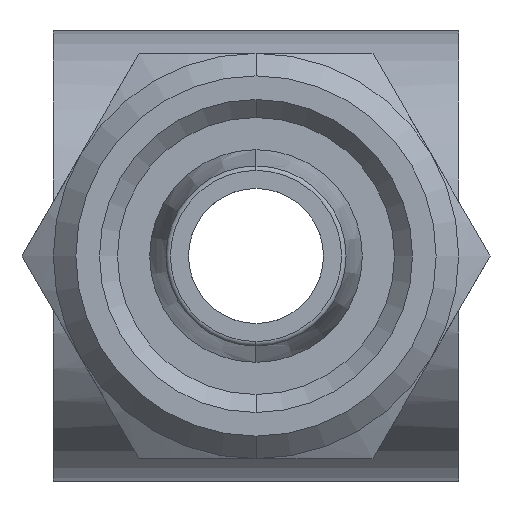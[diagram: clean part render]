
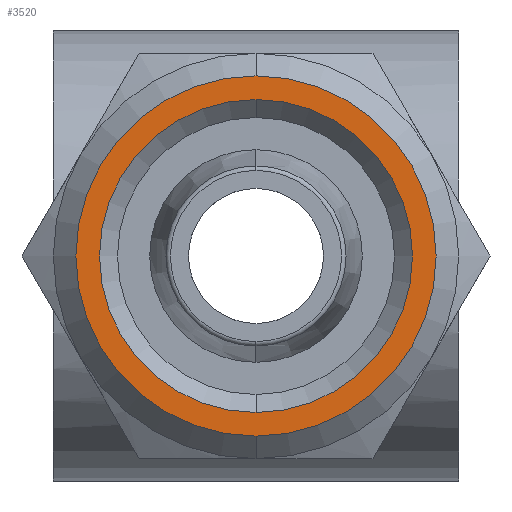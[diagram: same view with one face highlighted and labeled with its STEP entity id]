
A CAD part, left-side view. The second image highlights one B-rep face of the part: STEP entity #3520.
In plain terms, the highlighted planar face has unit normal (-1, 0, 0).
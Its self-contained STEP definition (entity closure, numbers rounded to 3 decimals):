
#15 = AXIS2_PLACEMENT_3D ( 'NONE', #2717, #2718, #2719 ) ;
#23 = CIRCLE ( 'NONE', #15, 4. ) ;
#374 = VERTEX_POINT ( 'NONE', #2511 ) ;
#376 = VERTEX_POINT ( 'NONE', #2505 ) ;
#412 = ORIENTED_EDGE ( 'NONE', *, *, #3610, .T. ) ;
#413 = ORIENTED_EDGE ( 'NONE', *, *, #1044, .T. ) ;
#414 = ORIENTED_EDGE ( 'NONE', *, *, #1053, .F. ) ;
#415 = ORIENTED_EDGE ( 'NONE', *, *, #3613, .F. ) ;
#699 = FACE_BOUND ( 'NONE', #945, .T. ) ;
#700 = FACE_OUTER_BOUND ( 'NONE', #953, .T. ) ;
#945 = EDGE_LOOP ( 'NONE', ( #412, #413 ) ) ;
#953 = EDGE_LOOP ( 'NONE', ( #415, #414 ) ) ;
#1044 = EDGE_CURVE ( 'NONE', #2448, #374, #1541, .T. ) ;
#1053 = EDGE_CURVE ( 'NONE', #376, #1616, #23, .T. ) ;
#1435 = CIRCLE ( 'NONE', #1437, 3.475 ) ;
#1437 = AXIS2_PLACEMENT_3D ( 'NONE', #2054, #2055, #2056 ) ;
#1439 = CIRCLE ( 'NONE', #1441, 4. ) ;
#1441 = AXIS2_PLACEMENT_3D ( 'NONE', #2061, #2062, #2063 ) ;
#1529 = AXIS2_PLACEMENT_3D ( 'NONE', #2679, #2680, #2681 ) ;
#1541 = CIRCLE ( 'NONE', #1529, 3.475 ) ;
#1580 = AXIS2_PLACEMENT_3D ( 'NONE', #2999, #3000, #3001 ) ;
#1616 = VERTEX_POINT ( 'NONE', #3183 ) ;
#2054 = CARTESIAN_POINT ( 'NONE',  ( -17.352, 0., 0. ) ) ;
#2055 = DIRECTION ( 'NONE',  ( 1., 0., 0. ) ) ;
#2056 = DIRECTION ( 'NONE',  ( 0., 0., -1. ) ) ;
#2061 = CARTESIAN_POINT ( 'NONE',  ( -17.352, 0., 0. ) ) ;
#2062 = DIRECTION ( 'NONE',  ( 1., 0., 0. ) ) ;
#2063 = DIRECTION ( 'NONE',  ( 0., 0., -1. ) ) ;
#2448 = VERTEX_POINT ( 'NONE', #3193 ) ;
#2505 = CARTESIAN_POINT ( 'NONE',  ( -17.352, 0., 4. ) ) ;
#2511 = CARTESIAN_POINT ( 'NONE',  ( -17.352, 0., 3.475 ) ) ;
#2679 = CARTESIAN_POINT ( 'NONE',  ( -17.352, 0., 0. ) ) ;
#2680 = DIRECTION ( 'NONE',  ( 1., 0., 0. ) ) ;
#2681 = DIRECTION ( 'NONE',  ( 0., 0., -1. ) ) ;
#2717 = CARTESIAN_POINT ( 'NONE',  ( -17.352, 0., 0. ) ) ;
#2718 = DIRECTION ( 'NONE',  ( 1., 0., 0. ) ) ;
#2719 = DIRECTION ( 'NONE',  ( 0., 0., -1. ) ) ;
#2998 = PLANE ( 'NONE',  #1580 ) ;
#2999 = CARTESIAN_POINT ( 'NONE',  ( -17.352, 4., 0. ) ) ;
#3000 = DIRECTION ( 'NONE',  ( -1., 0., 0. ) ) ;
#3001 = DIRECTION ( 'NONE',  ( 0., 0., 1. ) ) ;
#3183 = CARTESIAN_POINT ( 'NONE',  ( -17.352, 0., -4. ) ) ;
#3193 = CARTESIAN_POINT ( 'NONE',  ( -17.352, 0., -3.475 ) ) ;
#3520 = ADVANCED_FACE ( 'NONE', ( #699, #700 ), #2998, .T. ) ;
#3610 = EDGE_CURVE ( 'NONE', #374, #2448, #1435, .T. ) ;
#3613 = EDGE_CURVE ( 'NONE', #1616, #376, #1439, .T. ) ;
